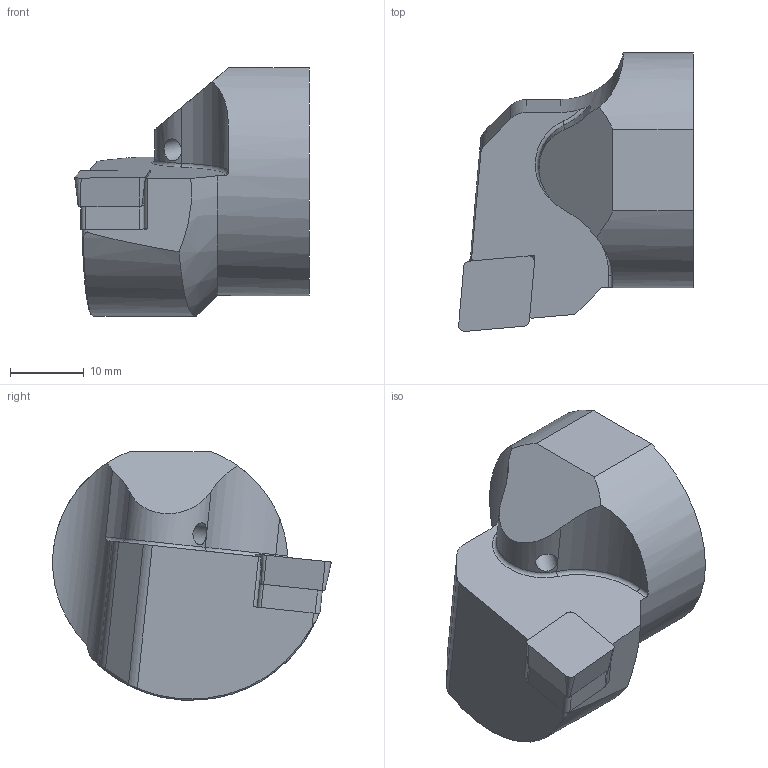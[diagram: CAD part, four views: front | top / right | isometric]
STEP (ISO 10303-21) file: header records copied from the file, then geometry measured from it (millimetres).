
FILE_DESCRIPTION(/* description */ (''),/* implementation_level */ '2;1');
FILE_NAME(/* name */ 'ATTC-A32-SCLCR-09.stp',/* time_stamp */ '2023-11-21T13:02:35+03:00',/* author */ (''),/* organization */ (''),/* preprocessor_version */ 'ST-DEVELOPER v19.4',/* originating_system */ 'SIEMENS PLM Software NX2306.3001',/* authorisation */ '');
FILE_SCHEMA (('AUTOMOTIVE_DESIGN { 1 0 10303 214 3 1 1 1 }'));
Length unit declared in the file: millimetre
Products named in the file (1): model1
Bounding box: 31.92 x 37.92 x 33.77 mm (x, y, z)
Volume: 18920.4 mm3; surface area: 4774.4 mm2
Topology: 2 solids, 2 shells, 57 faces, 149 edges, 96 vertices
Faces by surface type: plane 28, cylinder 17, cone 6, torus 3, bspline 3
Full cylindrical faces by diameter (mm): 3 x1
Entity records: 2296 total; most frequent: CARTESIAN_POINT 560, ORIENTED_EDGE 290, DIRECTION 281, EDGE_CURVE 145, AXIS2_PLACEMENT_3D 103, VERTEX_POINT 95, LINE 75, VECTOR 75
